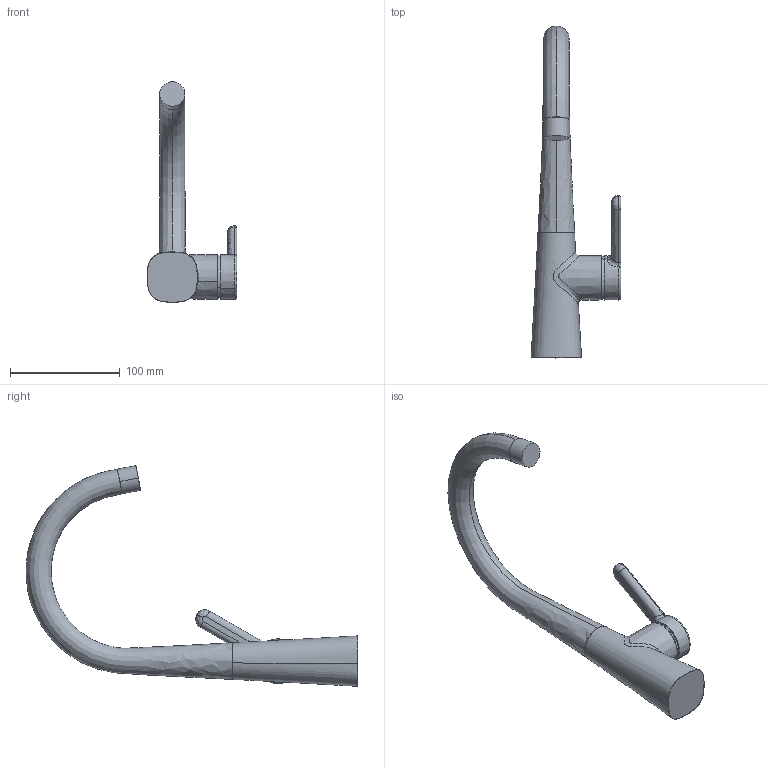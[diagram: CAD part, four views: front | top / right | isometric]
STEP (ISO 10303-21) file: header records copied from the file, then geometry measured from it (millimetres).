
FILE_DESCRIPTION (( 'STEP AP203' ), '1' );
FILE_NAME ('51492293(2020).STEP', '2020-01-24T06:18:26', ( '' ), ( '' ), 'SwSTEP 2.0', 'SolidWorks 2016', '' );
FILE_SCHEMA (( 'CONFIG_CONTROL_DESIGN' ));
Length unit declared in the file: millimetre
Products named in the file (1): 51492293(2020)
Bounding box: 81.82 x 302.04 x 200.96 mm (x, y, z)
Volume: 384066.5 mm3; surface area: 54694.3 mm2
Topology: 1 solids, 2 shells, 61 faces, 133 edges, 81 vertices
Faces by surface type: bspline 23, plane 15, cylinder 12, torus 7, cone 2, sphere 2
Entity records: 10637 total; most frequent: CARTESIAN_POINT 9392, ORIENTED_EDGE 266, DIRECTION 198, EDGE_CURVE 133, AXIS2_PLACEMENT_3D 87, VERTEX_POINT 81, EDGE_LOOP 66, FACE_OUTER_BOUND 61
